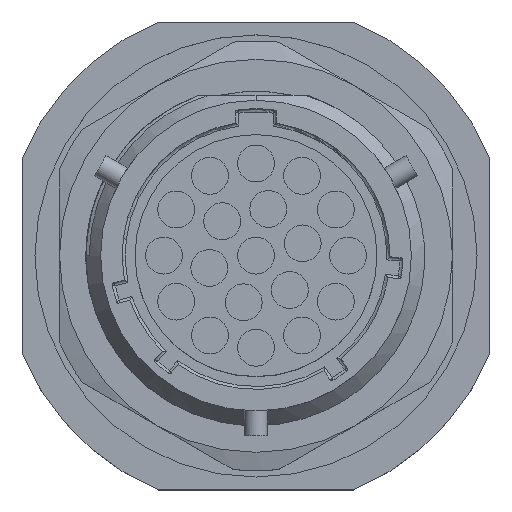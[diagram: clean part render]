
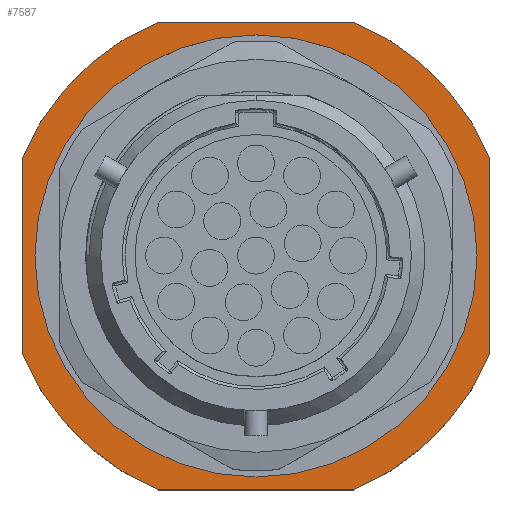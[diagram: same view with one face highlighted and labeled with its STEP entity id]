
A CAD part, top view. The second image highlights one B-rep face of the part: STEP entity #7587.
In plain terms, the highlighted planar face has unit normal (0, 0, 1).
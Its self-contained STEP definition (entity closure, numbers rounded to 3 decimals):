
#7289=CARTESIAN_POINT('',(0.0,-18.0,5.82));
#7290=VERTEX_POINT('',#7289);
#7299=CARTESIAN_POINT('',(0.,18.0,5.82));
#7300=VERTEX_POINT('',#7299);
#7301=CARTESIAN_POINT('',(0.0,0.0,5.82));
#7302=DIRECTION('',(0.0,0.0,1.0));
#7303=DIRECTION('',(0.0,1.0,0.0));
#7304=AXIS2_PLACEMENT_3D('',#7301,#7302,#7303);
#7305=CIRCLE('',#7304,18.0);
#7306=EDGE_CURVE('',#7290,#7300,#7305,.T.);
#7331=CARTESIAN_POINT('',(7.97,19.05,5.82));
#7332=VERTEX_POINT('',#7331);
#7333=CARTESIAN_POINT('',(19.05,7.97,5.82));
#7334=VERTEX_POINT('',#7333);
#7335=CARTESIAN_POINT('',(0.0,0.0,5.82));
#7336=DIRECTION('',(0.0,0.0,-1.0));
#7337=DIRECTION('',(0.386,0.923,0.0));
#7338=AXIS2_PLACEMENT_3D('',#7335,#7336,#7337);
#7339=CIRCLE('',#7338,20.65);
#7340=EDGE_CURVE('',#7332,#7334,#7339,.T.);
#7373=CARTESIAN_POINT('',(19.05,-7.97,5.82));
#7374=VERTEX_POINT('',#7373);
#7375=CARTESIAN_POINT('',(7.97,-19.05,5.82));
#7376=VERTEX_POINT('',#7375);
#7377=CARTESIAN_POINT('',(0.0,0.0,5.82));
#7378=DIRECTION('',(0.0,0.0,-1.0));
#7379=DIRECTION('',(0.923,-0.386,0.0));
#7380=AXIS2_PLACEMENT_3D('',#7377,#7378,#7379);
#7381=CIRCLE('',#7380,20.65);
#7382=EDGE_CURVE('',#7374,#7376,#7381,.T.);
#7415=CARTESIAN_POINT('',(-7.97,19.05,5.82));
#7416=VERTEX_POINT('',#7415);
#7425=CARTESIAN_POINT('',(-7.97,19.05,5.82));
#7426=DIRECTION('',(1.0,0.0,0.0));
#7427=VECTOR('',#7426,15.94);
#7428=LINE('',#7425,#7427);
#7429=EDGE_CURVE('',#7416,#7332,#7428,.T.);
#7496=CARTESIAN_POINT('',(-19.05,7.97,5.82));
#7497=VERTEX_POINT('',#7496);
#7504=CARTESIAN_POINT('',(0.0,0.0,5.82));
#7505=DIRECTION('',(0.0,0.0,1.0));
#7506=DIRECTION('',(-0.386,0.923,0.0));
#7507=AXIS2_PLACEMENT_3D('',#7504,#7505,#7506);
#7508=CIRCLE('',#7507,20.65);
#7509=EDGE_CURVE('',#7416,#7497,#7508,.T.);
#7520=CARTESIAN_POINT('',(-19.05,-7.97,5.82));
#7521=VERTEX_POINT('',#7520);
#7522=CARTESIAN_POINT('',(-7.97,-19.05,5.82));
#7523=VERTEX_POINT('',#7522);
#7524=CARTESIAN_POINT('',(0.0,0.0,5.82));
#7525=DIRECTION('',(0.0,0.0,1.0));
#7526=DIRECTION('',(-0.923,-0.386,0.0));
#7527=AXIS2_PLACEMENT_3D('',#7524,#7525,#7526);
#7528=CIRCLE('',#7527,20.65);
#7529=EDGE_CURVE('',#7521,#7523,#7528,.T.);
#7547=CARTESIAN_POINT('',(20.955,20.955,5.82));
#7548=DIRECTION('',(0.0,0.0,-1.0));
#7549=DIRECTION('',(-1.0,0.0,0.0));
#7550=AXIS2_PLACEMENT_3D('',#7547,#7548,#7549);
#7551=PLANE('',#7550);
#7552=ORIENTED_EDGE('',*,*,#7509,.T.);
#7553=CARTESIAN_POINT('',(-19.05,-7.97,5.82));
#7554=DIRECTION('',(0.0,1.0,0.0));
#7555=VECTOR('',#7554,15.94);
#7556=LINE('',#7553,#7555);
#7557=EDGE_CURVE('',#7521,#7497,#7556,.T.);
#7558=ORIENTED_EDGE('',*,*,#7557,.F.);
#7559=ORIENTED_EDGE('',*,*,#7529,.T.);
#7560=CARTESIAN_POINT('',(7.97,-19.05,5.82));
#7561=DIRECTION('',(-1.0,0.0,0.0));
#7562=VECTOR('',#7561,15.94);
#7563=LINE('',#7560,#7562);
#7564=EDGE_CURVE('',#7376,#7523,#7563,.T.);
#7565=ORIENTED_EDGE('',*,*,#7564,.F.);
#7566=ORIENTED_EDGE('',*,*,#7382,.F.);
#7567=CARTESIAN_POINT('',(19.05,7.97,5.82));
#7568=DIRECTION('',(0.0,-1.0,0.0));
#7569=VECTOR('',#7568,15.94);
#7570=LINE('',#7567,#7569);
#7571=EDGE_CURVE('',#7334,#7374,#7570,.T.);
#7572=ORIENTED_EDGE('',*,*,#7571,.F.);
#7573=ORIENTED_EDGE('',*,*,#7340,.F.);
#7574=ORIENTED_EDGE('',*,*,#7429,.F.);
#7575=EDGE_LOOP('',(#7552,#7558,#7559,#7565,#7566,#7572,#7573,#7574));
#7576=FACE_OUTER_BOUND('',#7575,.T.);
#7577=ORIENTED_EDGE('',*,*,#7306,.F.);
#7578=CARTESIAN_POINT('',(0.0,0.0,5.82));
#7579=DIRECTION('',(0.0,0.0,1.0));
#7580=DIRECTION('',(0.0,1.0,0.0));
#7581=AXIS2_PLACEMENT_3D('',#7578,#7579,#7580);
#7582=CIRCLE('',#7581,18.0);
#7583=EDGE_CURVE('',#7300,#7290,#7582,.T.);
#7584=ORIENTED_EDGE('',*,*,#7583,.F.);
#7585=EDGE_LOOP('',(#7577,#7584));
#7586=FACE_BOUND('',#7585,.T.);
#7587=ADVANCED_FACE('',(#7576,#7586),#7551,.F.);
